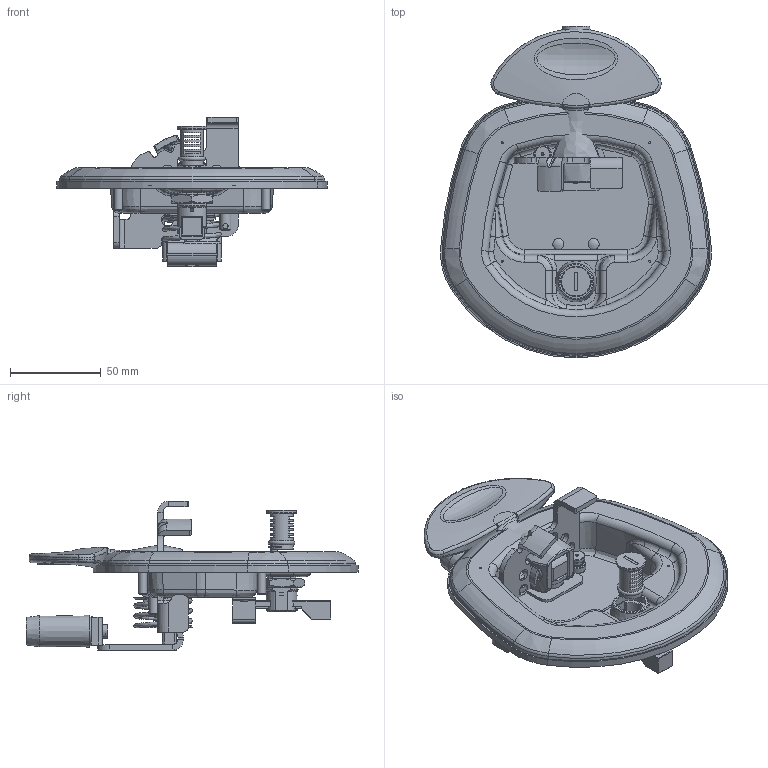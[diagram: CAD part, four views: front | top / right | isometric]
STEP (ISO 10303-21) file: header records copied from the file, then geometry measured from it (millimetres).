
FILE_DESCRIPTION(/* description */ ('KEY LOCKING COMPRESSION LATCH - THREE POINT, LOW PROFILE - LONG ROLLER'),/* implementation_level */ '2;1');
FILE_NAME(/* name */ '28435-R.stp',/* time_stamp */ '2023-12-05T14:09:35-05:00',/* author */ ('dtinay'),/* organization */ ('Eberhard Manufacturing Company'),/* preprocessor_version */ 'ST-DEVELOPER v20',/* originating_system */ 'Autodesk Inventor 2024',/* authorisation */ '');
FILE_SCHEMA (('AUTOMOTIVE_DESIGN { 1 0 10303 214 3 1 1 }'));
Products named in the file (41): M11129-R; 28400-57; 28400-A1; 28400-SS8; 28400-49SS; 2L-28400-11SS; 1S-28400-11SS; 1-28400-56; 1-28400-22; 1-28400-55; 1-28400-4; 28400-5; 2-28400-26SS; 1-16800-17; 28400-2; 5661-SS16; 1-28400-20; 1-28400-20 Assembled - 28400-61P5; 1-28400-20 Assembled - 2-16642DB-71; 28400-27SS; 9741; 9741_1; 28435-52R; 28430-50R; 28400-47R; 1-28400-48; 28400-18; 3-2500-7; 7-2500-8; 62-240-11; 1-9020-2; 34-5655-14; 28400-21SS; 28400-61P5; 9010DB-20; 28400-6A; 7901-18; 4901-18M; 28400-25; 11X-102 ...
Assembly tree (44 placements, depth 4):
  M11129-R
    28400-57
      28400-A1
      28400-SS8
      28400-49SS  x2
      2L-28400-11SS  x2
      1S-28400-11SS  x2
    1-28400-56
      1-28400-22
      1-28400-55
        1-28400-4
        28400-5
        2-28400-26SS
        1-16800-17
        28400-2
        5661-SS16
        1-28400-20
        1-28400-20 Assembled - 28400-61P5
        1-28400-20 Assembled - 2-16642DB-71
      28400-27SS
      9741
      9741_1
    28435-52R
      28430-50R
        28400-47R
        1-28400-48
      28400-18
      3-2500-7
      7-2500-8
      62-240-11
      1-9020-2  x2
    34-5655-14
    28400-21SS
    28400-61P5
      9010DB-20
      28400-6A
      7901-18
    4901-18M
    28400-25
    11X-102
    1-9010DB-55
Bounding box: 149.13 x 182.95 x 82.53 mm (x, y, z)
Volume: 152058.9 mm3; surface area: 149849.9 mm2
Topology: 39 solids, 39 shells, 2266 faces, 5600 edges, 3520 vertices
Faces by surface type: plane 1002, cylinder 438, bspline 409, torus 233, cone 147, sphere 37
Full cylindrical faces by diameter (mm): 1.016 x4, 2 x2, 2.438 x1, 2.489 x1, 2.54 x2, 2.723 x2, 2.896 x2, 3.454 x1, 3.708 x2, 3.759 x1, 3.81 x4, 4 x3, 4.051 x1, 4.699 x1, 4.775 x5, 4.826 x2, 4.928 x1, 5.842 x1, 6.055 x2, 6.096 x2, 6.159 x2, 6.223 x1, 6.35 x1, 6.629 x12, 6.833 x2, 7.137 x10, 7.468 x1, 7.595 x1, 7.747 x1, 7.798 x1
Entity records: 83216 total; most frequent: CARTESIAN_POINT 30659, ORIENTED_EDGE 10928, DIRECTION 9890, EDGE_CURVE 5464, AXIS2_PLACEMENT_3D 3607, VERTEX_POINT 3466, LINE 2676, VECTOR 2676
